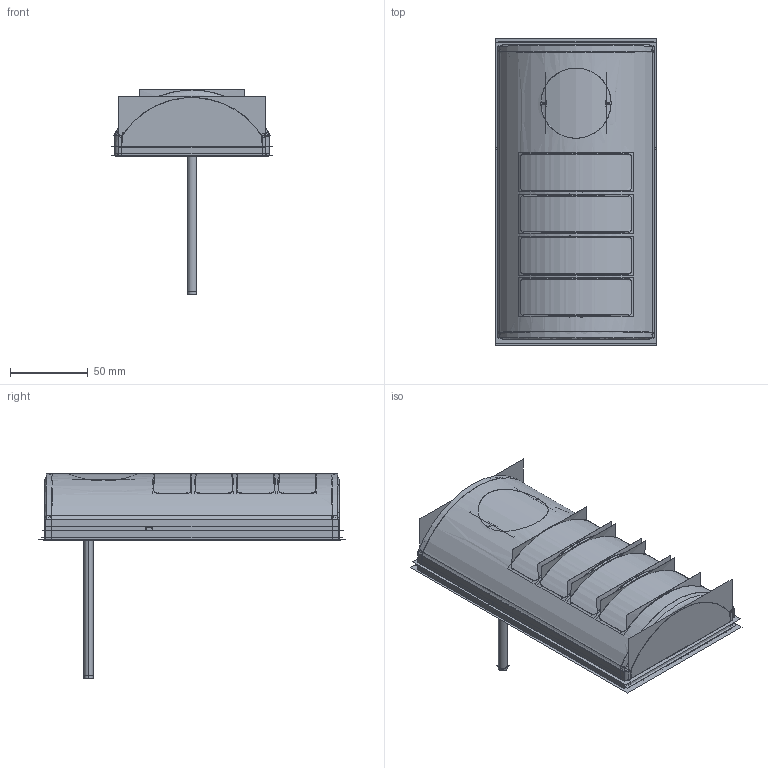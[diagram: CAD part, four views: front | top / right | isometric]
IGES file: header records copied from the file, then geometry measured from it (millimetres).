
Start section:  PTC IGES file: 222166_sm01.igs
Global section: file name: 222166_sm01.igs; native system: Creo Parametric by PTC Inc.; preprocessor: 2019292; author: PDMAdmin; organization: Unknown; date: 20220104.100633; units: millimetre
Bounding box: 104 x 197.6 x 131.51 mm (x, y, z)
Volume: 630709.5 mm3; surface area: 349968.3 mm2
Topology: 4 solids, 4 shells, 786 faces, 3794 edges, 4730 vertices
Faces by surface type: bspline 392, revolution 362, extrusion 32
